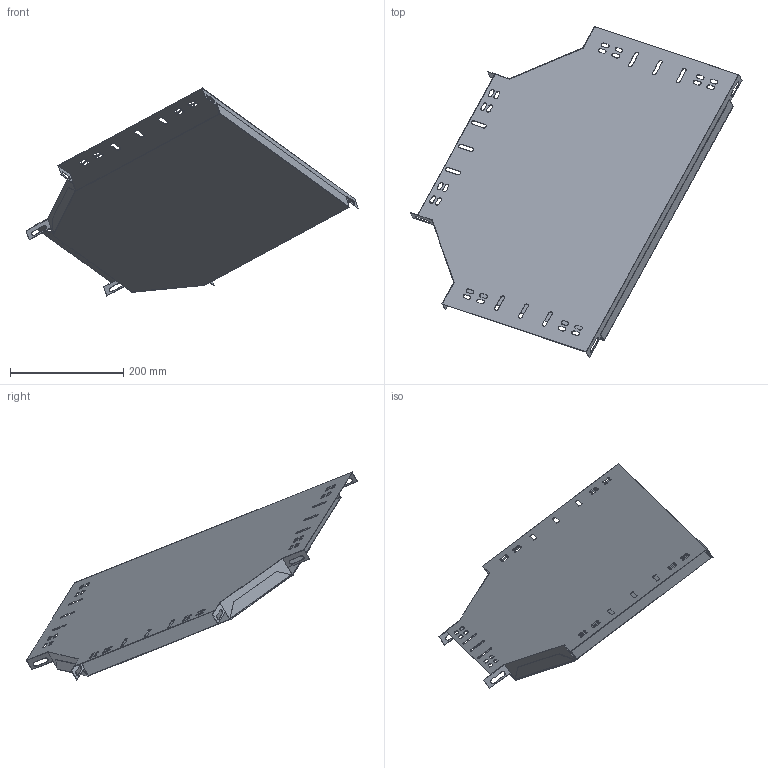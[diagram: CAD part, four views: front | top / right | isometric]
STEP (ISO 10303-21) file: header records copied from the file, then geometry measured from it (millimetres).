
FILE_DESCRIPTION (( 'STEP AP203' ), '1' );
FILE_NAME ('CLP1T-035-300-1 Ðàçâåòâèòåëü Ò-îáðàçíûé 35õ300 ìì..STEP', '2016-03-04T06:41:03', ( '' ), ( '' ), 'SwSTEP 2.0', 'SolidWorks 2014', '' );
FILE_SCHEMA (( 'CONFIG_CONTROL_DESIGN' ));
Length unit declared in the file: millimetre
Products named in the file (1): CLP1T-035-300-1 Ðàçâåòâèòåëü Ò-îáðàçíûé 35õ300 ìì.
Bounding box: 585.94 x 584.75 x 367.14 mm (x, y, z)
Volume: 369593.6 mm3; surface area: 928714 mm2
Topology: 2 solids, 2 shells, 224 faces, 650 edges, 430 vertices
Faces by surface type: plane 146, cylinder 78
Entity records: 7601 total; most frequent: CARTESIAN_POINT 1305, ORIENTED_EDGE 1300, DIRECTION 1256, EDGE_CURVE 650, VECTOR 494, LINE 494, VERTEX_POINT 430, AXIS2_PLACEMENT_3D 381
